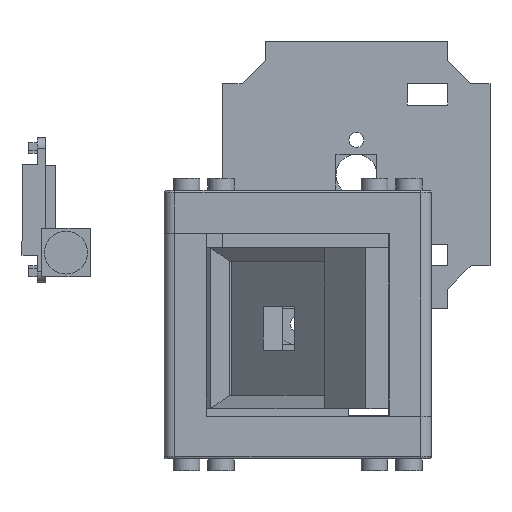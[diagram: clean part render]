
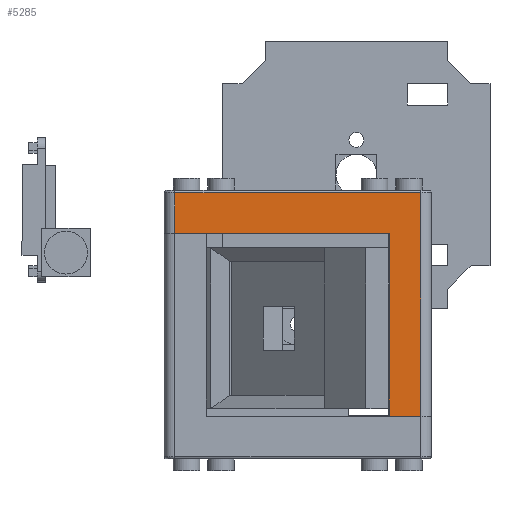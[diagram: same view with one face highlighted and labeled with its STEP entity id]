
A CAD part, front view. The second image highlights one B-rep face of the part: STEP entity #5285.
In plain terms, the highlighted face is planar.
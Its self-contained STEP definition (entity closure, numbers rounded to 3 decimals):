
#479=FACE_OUTER_BOUND('',#816,.T.);
#816=EDGE_LOOP('',(#3974,#3975,#3976,#3977,#3978,#3979));
#1211=LINE('',#8235,#1804);
#1213=LINE('',#8244,#1806);
#1215=LINE('',#8250,#1808);
#1222=LINE('',#8269,#1815);
#1223=LINE('',#8271,#1816);
#1224=LINE('',#8272,#1817);
#1804=VECTOR('',#6720,10.);
#1806=VECTOR('',#6732,10.);
#1808=VECTOR('',#6738,10.);
#1815=VECTOR('',#6759,10.);
#1816=VECTOR('',#6760,10.);
#1817=VECTOR('',#6761,10.);
#2418=VERTEX_POINT('',#8226);
#2420=VERTEX_POINT('',#8233);
#2421=VERTEX_POINT('',#8238);
#2423=VERTEX_POINT('',#8246);
#2429=VERTEX_POINT('',#8268);
#2430=VERTEX_POINT('',#8270);
#2997=EDGE_CURVE('',#2420,#2418,#1211,.T.);
#3002=EDGE_CURVE('',#2418,#2421,#1213,.T.);
#3005=EDGE_CURVE('',#2421,#2423,#1215,.T.);
#3014=EDGE_CURVE('',#2429,#2420,#1222,.T.);
#3015=EDGE_CURVE('',#2429,#2430,#1223,.T.);
#3016=EDGE_CURVE('',#2423,#2430,#1224,.T.);
#3974=ORIENTED_EDGE('',*,*,#3005,.F.);
#3975=ORIENTED_EDGE('',*,*,#3002,.F.);
#3976=ORIENTED_EDGE('',*,*,#2997,.F.);
#3977=ORIENTED_EDGE('',*,*,#3014,.F.);
#3978=ORIENTED_EDGE('',*,*,#3015,.T.);
#3979=ORIENTED_EDGE('',*,*,#3016,.F.);
#4998=PLANE('',#5855);
#5285=ADVANCED_FACE('',(#479),#4998,.T.);
#5855=AXIS2_PLACEMENT_3D('',#8267,#6757,#6758);
#6720=DIRECTION('',(0.,0.,-1.));
#6732=DIRECTION('',(0.,-1.,0.));
#6738=DIRECTION('',(0.,0.,1.));
#6757=DIRECTION('center_axis',(1.,0.,0.));
#6758=DIRECTION('ref_axis',(0.,1.,0.));
#6759=DIRECTION('',(0.,1.,0.));
#6760=DIRECTION('',(0.,0.,1.));
#6761=DIRECTION('',(0.,1.,0.));
#8226=CARTESIAN_POINT('',(24.9,22.9,0.5));
#8233=CARTESIAN_POINT('',(24.9,22.9,8.));
#8235=CARTESIAN_POINT('',(24.9,22.9,0.));
#8238=CARTESIAN_POINT('',(24.9,-22.9,0.5));
#8244=CARTESIAN_POINT('',(24.9,-12.45,0.5));
#8246=CARTESIAN_POINT('',(24.9,-22.9,42.1));
#8250=CARTESIAN_POINT('',(24.9,-22.9,0.));
#8267=CARTESIAN_POINT('Origin',(24.9,-24.9,0.));
#8268=CARTESIAN_POINT('',(24.9,-17.02,8.));
#8269=CARTESIAN_POINT('',(24.9,24.9,8.));
#8270=CARTESIAN_POINT('',(24.9,-17.02,42.1));
#8271=CARTESIAN_POINT('',(24.9,-17.02,8.));
#8272=CARTESIAN_POINT('',(24.9,-24.9,42.1));
